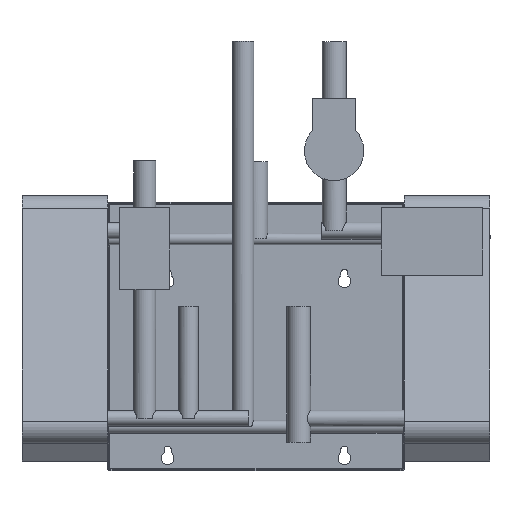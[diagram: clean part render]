
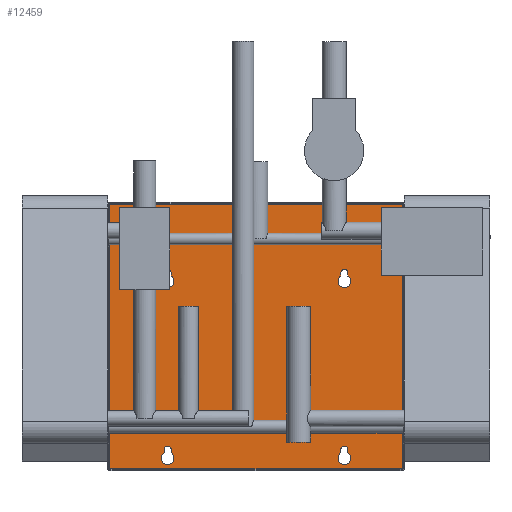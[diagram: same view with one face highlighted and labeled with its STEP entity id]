
A CAD part, top view. The second image highlights one B-rep face of the part: STEP entity #12459.
In plain terms, the highlighted planar face has unit normal (0, 0, 1).
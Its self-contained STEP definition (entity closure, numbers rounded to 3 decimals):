
#174=CIRCLE('',#13097,9.);
#175=CIRCLE('',#13098,5.);
#176=CIRCLE('',#13099,5.);
#177=CIRCLE('',#13100,9.);
#178=CIRCLE('',#13101,9.);
#179=CIRCLE('',#13102,5.);
#180=CIRCLE('',#13103,9.);
#181=CIRCLE('',#13104,5.);
#772=FACE_BOUND('',#2102,.T.);
#773=FACE_BOUND('',#2103,.T.);
#774=FACE_BOUND('',#2104,.T.);
#775=FACE_BOUND('',#2105,.T.);
#1366=FACE_OUTER_BOUND('',#2101,.T.);
#2101=EDGE_LOOP('',(#11016,#11017,#11018,#11019));
#2102=EDGE_LOOP('',(#11020,#11021,#11022,#11023));
#2103=EDGE_LOOP('',(#11024,#11025,#11026,#11027));
#2104=EDGE_LOOP('',(#11028,#11029,#11030,#11031));
#2105=EDGE_LOOP('',(#11032,#11033,#11034,#11035));
#3375=LINE('',#21356,#4699);
#3385=LINE('',#21496,#4709);
#3410=LINE('',#21690,#4734);
#3415=LINE('',#21730,#4739);
#3416=LINE('',#21733,#4740);
#3417=LINE('',#21737,#4741);
#3418=LINE('',#21743,#4742);
#3419=LINE('',#21746,#4743);
#3420=LINE('',#21749,#4744);
#3421=LINE('',#21753,#4745);
#3422=LINE('',#21757,#4746);
#3423=LINE('',#21761,#4747);
#4699=VECTOR('',#15391,10.);
#4709=VECTOR('',#15409,10.);
#4734=VECTOR('',#15454,10.);
#4739=VECTOR('',#15473,10.);
#4740=VECTOR('',#15474,10.);
#4741=VECTOR('',#15477,10.);
#4742=VECTOR('',#15482,10.);
#4743=VECTOR('',#15485,10.);
#4744=VECTOR('',#15486,10.);
#4745=VECTOR('',#15489,10.);
#4746=VECTOR('',#15492,10.);
#4747=VECTOR('',#15495,10.);
#5926=VERTEX_POINT('',#21349);
#5927=VERTEX_POINT('',#21355);
#5936=VERTEX_POINT('',#21494);
#5962=VERTEX_POINT('',#21689);
#5964=VERTEX_POINT('',#21731);
#5965=VERTEX_POINT('',#21732);
#5966=VERTEX_POINT('',#21734);
#5967=VERTEX_POINT('',#21736);
#5968=VERTEX_POINT('',#21739);
#5969=VERTEX_POINT('',#21740);
#5970=VERTEX_POINT('',#21742);
#5971=VERTEX_POINT('',#21744);
#5972=VERTEX_POINT('',#21747);
#5973=VERTEX_POINT('',#21748);
#5974=VERTEX_POINT('',#21750);
#5975=VERTEX_POINT('',#21752);
#5976=VERTEX_POINT('',#21755);
#5977=VERTEX_POINT('',#21756);
#5978=VERTEX_POINT('',#21758);
#5979=VERTEX_POINT('',#21760);
#7616=EDGE_CURVE('',#5927,#5926,#3375,.T.);
#7635=EDGE_CURVE('',#5926,#5936,#3385,.T.);
#7673=EDGE_CURVE('',#5962,#5927,#3410,.T.);
#7681=EDGE_CURVE('',#5936,#5962,#3415,.T.);
#7682=EDGE_CURVE('',#5964,#5965,#3416,.T.);
#7683=EDGE_CURVE('',#5965,#5966,#174,.T.);
#7684=EDGE_CURVE('',#5966,#5967,#3417,.T.);
#7685=EDGE_CURVE('',#5967,#5964,#175,.T.);
#7686=EDGE_CURVE('',#5968,#5969,#176,.T.);
#7687=EDGE_CURVE('',#5969,#5970,#3418,.T.);
#7688=EDGE_CURVE('',#5970,#5971,#177,.T.);
#7689=EDGE_CURVE('',#5971,#5968,#3419,.T.);
#7690=EDGE_CURVE('',#5972,#5973,#3420,.T.);
#7691=EDGE_CURVE('',#5973,#5974,#178,.T.);
#7692=EDGE_CURVE('',#5974,#5975,#3421,.T.);
#7693=EDGE_CURVE('',#5975,#5972,#179,.T.);
#7694=EDGE_CURVE('',#5976,#5977,#3422,.T.);
#7695=EDGE_CURVE('',#5977,#5978,#180,.T.);
#7696=EDGE_CURVE('',#5978,#5979,#3423,.T.);
#7697=EDGE_CURVE('',#5979,#5976,#181,.T.);
#11016=ORIENTED_EDGE('',*,*,#7616,.T.);
#11017=ORIENTED_EDGE('',*,*,#7635,.T.);
#11018=ORIENTED_EDGE('',*,*,#7681,.T.);
#11019=ORIENTED_EDGE('',*,*,#7673,.T.);
#11020=ORIENTED_EDGE('',*,*,#7682,.T.);
#11021=ORIENTED_EDGE('',*,*,#7683,.T.);
#11022=ORIENTED_EDGE('',*,*,#7684,.T.);
#11023=ORIENTED_EDGE('',*,*,#7685,.T.);
#11024=ORIENTED_EDGE('',*,*,#7686,.T.);
#11025=ORIENTED_EDGE('',*,*,#7687,.T.);
#11026=ORIENTED_EDGE('',*,*,#7688,.T.);
#11027=ORIENTED_EDGE('',*,*,#7689,.T.);
#11028=ORIENTED_EDGE('',*,*,#7690,.T.);
#11029=ORIENTED_EDGE('',*,*,#7691,.T.);
#11030=ORIENTED_EDGE('',*,*,#7692,.T.);
#11031=ORIENTED_EDGE('',*,*,#7693,.T.);
#11032=ORIENTED_EDGE('',*,*,#7694,.T.);
#11033=ORIENTED_EDGE('',*,*,#7695,.T.);
#11034=ORIENTED_EDGE('',*,*,#7696,.T.);
#11035=ORIENTED_EDGE('',*,*,#7697,.T.);
#11814=PLANE('',#13096);
#12459=ADVANCED_FACE('',(#1366,#772,#773,#774,#775),#11814,.T.);
#13096=AXIS2_PLACEMENT_3D('',#21729,#15471,#15472);
#13097=AXIS2_PLACEMENT_3D('',#21735,#15475,#15476);
#13098=AXIS2_PLACEMENT_3D('',#21738,#15478,#15479);
#13099=AXIS2_PLACEMENT_3D('',#21741,#15480,#15481);
#13100=AXIS2_PLACEMENT_3D('',#21745,#15483,#15484);
#13101=AXIS2_PLACEMENT_3D('',#21751,#15487,#15488);
#13102=AXIS2_PLACEMENT_3D('',#21754,#15490,#15491);
#13103=AXIS2_PLACEMENT_3D('',#21759,#15493,#15494);
#13104=AXIS2_PLACEMENT_3D('',#21762,#15496,#15497);
#15391=DIRECTION('',(-1.,0.,0.));
#15409=DIRECTION('',(0.,-1.,0.));
#15454=DIRECTION('',(0.,1.,0.));
#15471=DIRECTION('center_axis',(0.,0.,1.));
#15472=DIRECTION('ref_axis',(1.,0.,0.));
#15473=DIRECTION('',(1.,0.,0.));
#15474=DIRECTION('',(0.,-1.,0.));
#15475=DIRECTION('center_axis',(0.,0.,-1.));
#15476=DIRECTION('ref_axis',(-0.556,0.831,0.));
#15477=DIRECTION('',(0.,1.,0.));
#15478=DIRECTION('center_axis',(0.,0.,-1.));
#15479=DIRECTION('ref_axis',(1.,0.,0.));
#15480=DIRECTION('center_axis',(0.,0.,-1.));
#15481=DIRECTION('ref_axis',(1.,0.,0.));
#15482=DIRECTION('',(0.,-1.,0.));
#15483=DIRECTION('center_axis',(0.,0.,-1.));
#15484=DIRECTION('ref_axis',(-0.556,0.831,0.));
#15485=DIRECTION('',(0.,1.,0.));
#15486=DIRECTION('',(0.,-1.,0.));
#15487=DIRECTION('center_axis',(0.,0.,-1.));
#15488=DIRECTION('ref_axis',(-0.556,0.831,0.));
#15489=DIRECTION('',(0.,1.,0.));
#15490=DIRECTION('center_axis',(0.,0.,-1.));
#15491=DIRECTION('ref_axis',(1.,0.,0.));
#15492=DIRECTION('',(0.,-1.,0.));
#15493=DIRECTION('center_axis',(0.,0.,-1.));
#15494=DIRECTION('ref_axis',(-0.556,0.831,0.));
#15495=DIRECTION('',(0.,1.,0.));
#15496=DIRECTION('center_axis',(0.,0.,-1.));
#15497=DIRECTION('ref_axis',(1.,0.,0.));
#21349=CARTESIAN_POINT('',(-207.,377.,2.));
#21355=CARTESIAN_POINT('',(207.,377.,2.));
#21356=CARTESIAN_POINT('',(-103.5,377.,2.));
#21494=CARTESIAN_POINT('',(-207.,3.,2.));
#21496=CARTESIAN_POINT('',(-207.,95.,2.));
#21689=CARTESIAN_POINT('',(207.,3.,2.));
#21690=CARTESIAN_POINT('',(207.,285.,2.));
#21729=CARTESIAN_POINT('Origin',(0.,190.,2.));
#21730=CARTESIAN_POINT('',(103.5,3.,2.));
#21731=CARTESIAN_POINT('',(130.,30.,2.));
#21732=CARTESIAN_POINT('',(130.,25.483,2.));
#21733=CARTESIAN_POINT('',(130.,110.,2.));
#21734=CARTESIAN_POINT('',(120.,25.483,2.));
#21735=CARTESIAN_POINT('Origin',(125.,18.,2.));
#21736=CARTESIAN_POINT('',(120.,30.,2.));
#21737=CARTESIAN_POINT('',(120.,107.742,2.));
#21738=CARTESIAN_POINT('Origin',(125.,30.,2.));
#21739=CARTESIAN_POINT('',(120.,280.,2.));
#21740=CARTESIAN_POINT('',(130.,280.,2.));
#21741=CARTESIAN_POINT('Origin',(125.,280.,2.));
#21742=CARTESIAN_POINT('',(130.,275.483,2.));
#21743=CARTESIAN_POINT('',(130.,235.,2.));
#21744=CARTESIAN_POINT('',(120.,275.483,2.));
#21745=CARTESIAN_POINT('Origin',(125.,268.,2.));
#21746=CARTESIAN_POINT('',(120.,232.742,2.));
#21747=CARTESIAN_POINT('',(-120.,280.,2.));
#21748=CARTESIAN_POINT('',(-120.,275.483,2.));
#21749=CARTESIAN_POINT('',(-120.,235.,2.));
#21750=CARTESIAN_POINT('',(-130.,275.483,2.));
#21751=CARTESIAN_POINT('Origin',(-125.,268.,2.));
#21752=CARTESIAN_POINT('',(-130.,280.,2.));
#21753=CARTESIAN_POINT('',(-130.,232.742,2.));
#21754=CARTESIAN_POINT('Origin',(-125.,280.,2.));
#21755=CARTESIAN_POINT('',(-120.,30.,2.));
#21756=CARTESIAN_POINT('',(-120.,25.483,2.));
#21757=CARTESIAN_POINT('',(-120.,110.,2.));
#21758=CARTESIAN_POINT('',(-130.,25.483,2.));
#21759=CARTESIAN_POINT('Origin',(-125.,18.,2.));
#21760=CARTESIAN_POINT('',(-130.,30.,2.));
#21761=CARTESIAN_POINT('',(-130.,107.742,2.));
#21762=CARTESIAN_POINT('Origin',(-125.,30.,2.));
